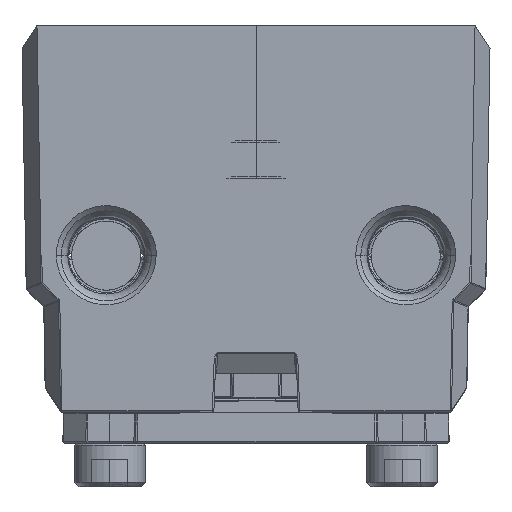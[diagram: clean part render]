
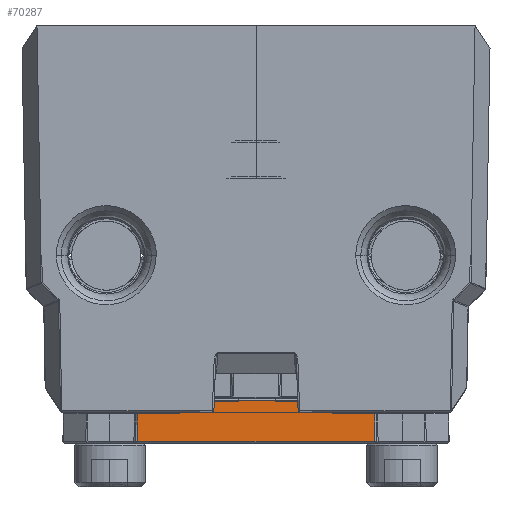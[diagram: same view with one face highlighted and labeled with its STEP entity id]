
A CAD part, front view. The second image highlights one B-rep face of the part: STEP entity #70287.
In plain terms, the highlighted face is planar.
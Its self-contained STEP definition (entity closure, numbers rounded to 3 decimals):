
#2351 = PLANE ( 'NONE',  #74249 ) ;
#9542 = LINE ( 'NONE', #21951, #95327 ) ;
#10188 = CARTESIAN_POINT ( 'NONE',  ( 0., 0.902, 3.717 ) ) ;
#10285 = CARTESIAN_POINT ( 'NONE',  ( -4.752, 1.802, 3.702 ) ) ;
#10506 = VERTEX_POINT ( 'NONE', #81406 ) ;
#12225 = CARTESIAN_POINT ( 'NONE',  ( -4.764, 1.098, 3.714 ) ) ;
#12960 = CARTESIAN_POINT ( 'NONE',  ( 4.764, 1.098, 3.714 ) ) ;
#14851 = ORIENTED_EDGE ( 'NONE', *, *, #32494, .F. ) ;
#16426 = DIRECTION ( 'NONE',  ( -1., 0., 0. ) ) ;
#18413 = EDGE_CURVE ( 'NONE', #82679, #32685, #35429, .T. ) ;
#18515 = ORIENTED_EDGE ( 'NONE', *, *, #59801, .T. ) ;
#18929 = DIRECTION ( 'NONE',  ( -1., 0., 0. ) ) ;
#19120 = DIRECTION ( 'NONE',  ( 0., -1., 0.017 ) ) ;
#21951 = CARTESIAN_POINT ( 'NONE',  ( 0., 0.902, 3.717 ) ) ;
#22596 =( BOUNDED_CURVE ( )  B_SPLINE_CURVE ( 3, ( #12960, #45577, #61900, #54656 ),
 .UNSPECIFIED., .F., .F. ) 
 B_SPLINE_CURVE_WITH_KNOTS ( ( 4, 4 ),
 ( 1.588, 3.142 ),
 .UNSPECIFIED. ) 
 CURVE ( )  GEOMETRIC_REPRESENTATION_ITEM ( )  RATIONAL_B_SPLINE_CURVE ( ( 1., 0.809, 0.809, 1. ) ) 
 REPRESENTATION_ITEM ( '' )  );
#22989 = CARTESIAN_POINT ( 'NONE',  ( -4.964, 0.902, 3.717 ) ) ;
#24074 = VECTOR ( 'NONE', #70128, 1000. ) ;
#27278 = LINE ( 'NONE', #51755, #40286 ) ;
#28202 = CARTESIAN_POINT ( 'NONE',  ( 4.764, 1.098, 3.714 ) ) ;
#28887 = CARTESIAN_POINT ( 'NONE',  ( 4.749, 1.983, 3.699 ) ) ;
#32494 = EDGE_CURVE ( 'NONE', #82679, #45151, #22596, .T. ) ;
#32685 = VERTEX_POINT ( 'NONE', #66231 ) ;
#33020 = VECTOR ( 'NONE', #50499, 1000. ) ;
#35429 = LINE ( 'NONE', #28887, #81008 ) ;
#38726 = VERTEX_POINT ( 'NONE', #48819 ) ;
#39779 = CARTESIAN_POINT ( 'NONE',  ( -4.848, 0.902, 3.717 ) ) ;
#40286 = VECTOR ( 'NONE', #85514, 1000. ) ;
#42574 = ORIENTED_EDGE ( 'NONE', *, *, #96351, .T. ) ;
#42708 = LINE ( 'NONE', #51253, #51787 ) ;
#43168 = EDGE_CURVE ( 'NONE', #10506, #62802, #55089, .T. ) ;
#44101 = DIRECTION ( 'NONE',  ( 0., 0.017, 1. ) ) ;
#45151 = VERTEX_POINT ( 'NONE', #59616 ) ;
#45242 = EDGE_LOOP ( 'NONE', ( #14851, #82801, #60772, #65798, #106170, #82703, #76355, #86269, #42574, #18515 ) ) ;
#45577 = CARTESIAN_POINT ( 'NONE',  ( 4.766, 0.983, 3.716 ) ) ;
#46059 = LINE ( 'NONE', #53081, #24074 ) ;
#48819 = CARTESIAN_POINT ( 'NONE',  ( -4.764, 1.098, 3.714 ) ) ;
#50499 = DIRECTION ( 'NONE',  ( 1., 0., 0. ) ) ;
#51253 = CARTESIAN_POINT ( 'NONE',  ( 7.716, 0.998, 3.716 ) ) ;
#51755 = CARTESIAN_POINT ( 'NONE',  ( -7.751, -1.002, 3.751 ) ) ;
#51787 = VECTOR ( 'NONE', #84652, 1000. ) ;
#53081 = CARTESIAN_POINT ( 'NONE',  ( -4.749, 1.983, 3.699 ) ) ;
#53578 = CARTESIAN_POINT ( 'NONE',  ( -4.766, 0.983, 3.716 ) ) ;
#54656 = CARTESIAN_POINT ( 'NONE',  ( 4.964, 0.902, 3.717 ) ) ;
#55089 = LINE ( 'NONE', #66804, #33020 ) ;
#56297 = VERTEX_POINT ( 'NONE', #22989 ) ;
#58681 = EDGE_CURVE ( 'NONE', #32685, #98172, #73075, .T. ) ;
#59616 = CARTESIAN_POINT ( 'NONE',  ( 4.964, 0.902, 3.717 ) ) ;
#59801 = EDGE_CURVE ( 'NONE', #95395, #45151, #87408, .T. ) ;
#60772 = ORIENTED_EDGE ( 'NONE', *, *, #58681, .T. ) ;
#61900 = CARTESIAN_POINT ( 'NONE',  ( 4.848, 0.902, 3.717 ) ) ;
#62802 = VERTEX_POINT ( 'NONE', #88555 ) ;
#63975 = DIRECTION ( 'NONE',  ( -1., 0., 0. ) ) ;
#65798 = ORIENTED_EDGE ( 'NONE', *, *, #90889, .T. ) ;
#66231 = CARTESIAN_POINT ( 'NONE',  ( 4.752, 1.802, 3.702 ) ) ;
#66804 = CARTESIAN_POINT ( 'NONE',  ( 7.851, -0.898, 3.749 ) ) ;
#70128 = DIRECTION ( 'NONE',  ( -0.017, -1., 0.017 ) ) ;
#70204 = EDGE_CURVE ( 'NONE', #90131, #10506, #27278, .T. ) ;
#70287 = ADVANCED_FACE ( 'NONE', ( #106563 ), #2351, .T. ) ;
#73075 = LINE ( 'NONE', #82458, #76878 ) ;
#74249 = AXIS2_PLACEMENT_3D ( 'NONE', #93550, #44101, #19120 ) ;
#76355 = ORIENTED_EDGE ( 'NONE', *, *, #70204, .T. ) ;
#76878 = VECTOR ( 'NONE', #16426, 1000. ) ;
#81008 = VECTOR ( 'NONE', #96831, 1000. ) ;
#81406 = CARTESIAN_POINT ( 'NONE',  ( -7.749, -0.898, 3.749 ) ) ;
#82458 = CARTESIAN_POINT ( 'NONE',  ( -4.85, 1.802, 3.702 ) ) ;
#82679 = VERTEX_POINT ( 'NONE', #28202 ) ;
#82703 = ORIENTED_EDGE ( 'NONE', *, *, #87380, .T. ) ;
#82801 = ORIENTED_EDGE ( 'NONE', *, *, #18413, .T. ) ;
#84652 = DIRECTION ( 'NONE',  ( -0.017, 1., -0.017 ) ) ;
#85514 = DIRECTION ( 'NONE',  ( -0.017, -1., 0.017 ) ) ;
#86269 = ORIENTED_EDGE ( 'NONE', *, *, #43168, .T. ) ;
#86626 = CARTESIAN_POINT ( 'NONE',  ( -4.964, 0.902, 3.717 ) ) ;
#87380 = EDGE_CURVE ( 'NONE', #56297, #90131, #9542, .T. ) ;
#87408 = LINE ( 'NONE', #10188, #103109 ) ;
#88555 = CARTESIAN_POINT ( 'NONE',  ( 7.749, -0.898, 3.749 ) ) ;
#88896 =( BOUNDED_CURVE ( )  B_SPLINE_CURVE ( 3, ( #86626, #39779, #53578, #12225 ),
 .UNSPECIFIED., .F., .F. ) 
 B_SPLINE_CURVE_WITH_KNOTS ( ( 4, 4 ),
 ( 0., 1.553 ),
 .UNSPECIFIED. ) 
 CURVE ( )  GEOMETRIC_REPRESENTATION_ITEM ( )  RATIONAL_B_SPLINE_CURVE ( ( 1., 0.809, 0.809, 1. ) ) 
 REPRESENTATION_ITEM ( '' )  );
#90131 = VERTEX_POINT ( 'NONE', #97656 ) ;
#90889 = EDGE_CURVE ( 'NONE', #98172, #38726, #46059, .T. ) ;
#93550 = CARTESIAN_POINT ( 'NONE',  ( 0., 1.9, 3.7 ) ) ;
#95327 = VECTOR ( 'NONE', #63975, 1000. ) ;
#95395 = VERTEX_POINT ( 'NONE', #101272 ) ;
#95541 = EDGE_CURVE ( 'NONE', #56297, #38726, #88896, .T. ) ;
#96351 = EDGE_CURVE ( 'NONE', #62802, #95395, #42708, .T. ) ;
#96831 = DIRECTION ( 'NONE',  ( -0.017, 1., -0.017 ) ) ;
#97656 = CARTESIAN_POINT ( 'NONE',  ( -7.717, 0.902, 3.717 ) ) ;
#98172 = VERTEX_POINT ( 'NONE', #10285 ) ;
#101272 = CARTESIAN_POINT ( 'NONE',  ( 7.717, 0.902, 3.717 ) ) ;
#103109 = VECTOR ( 'NONE', #18929, 1000. ) ;
#106170 = ORIENTED_EDGE ( 'NONE', *, *, #95541, .F. ) ;
#106563 = FACE_OUTER_BOUND ( 'NONE', #45242, .T. ) ;
